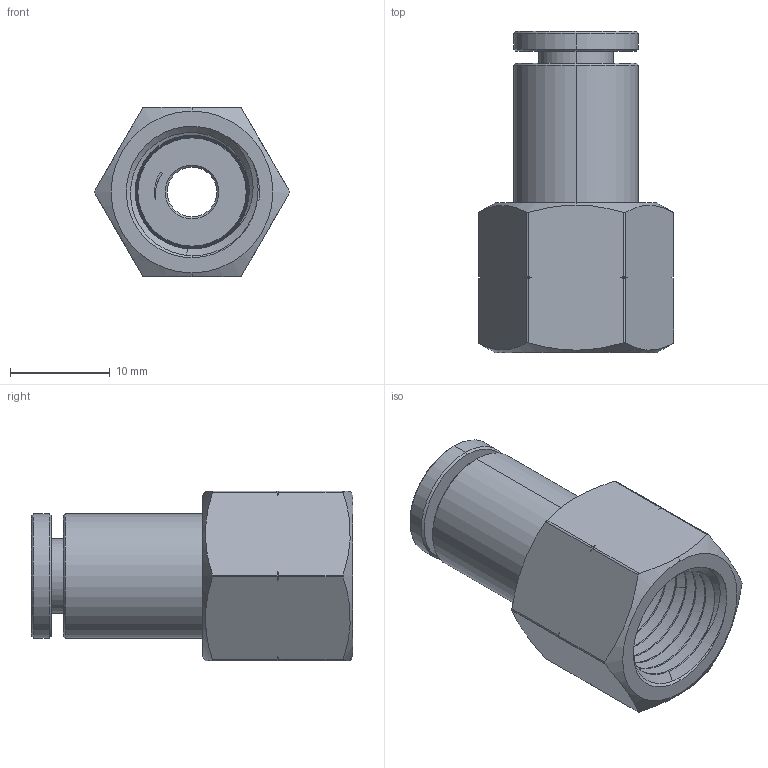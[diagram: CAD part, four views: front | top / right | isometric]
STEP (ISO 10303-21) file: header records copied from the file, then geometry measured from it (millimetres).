
FILE_DESCRIPTION (( 'STEP AP203' ), '1' );
FILE_NAME ('FCS1-4N1-4W.step', '2016-12-13T22:35:04', ( '' ), ( '' ), 'SwSTEP 2.0', 'SolidWorks 2016', '' );
FILE_SCHEMA (( 'CONFIG_CONTROL_DESIGN' ));
Length unit declared in the file: millimetre
Products named in the file (1): FCS1-4N1-4W
Bounding box: 19.57 x 32.2 x 17 mm (x, y, z)
Volume: 3590.3 mm3; surface area: 4627.8 mm2
Topology: 6 solids, 6 shells, 375 faces, 1030 edges, 673 vertices
Faces by surface type: cone 145, plane 116, cylinder 72, bspline 42
Entity records: 18071 total; most frequent: CARTESIAN_POINT 9216, ORIENTED_EDGE 2060, DIRECTION 1553, EDGE_CURVE 1030, VERTEX_POINT 673, AXIS2_PLACEMENT_3D 639, B_SPLINE_CURVE_WITH_KNOTS 450, EDGE_LOOP 393
